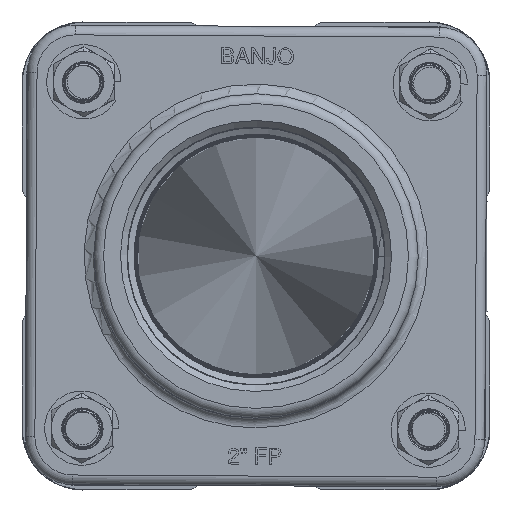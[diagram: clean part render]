
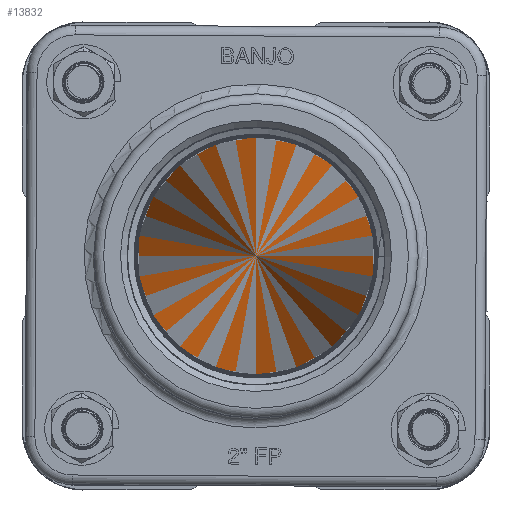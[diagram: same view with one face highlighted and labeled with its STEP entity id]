
A CAD part, front view. The second image highlights one B-rep face of the part: STEP entity #13832.
In plain terms, the highlighted conical face has half-angle 1.78 degrees and reference radius 29.728 mm.
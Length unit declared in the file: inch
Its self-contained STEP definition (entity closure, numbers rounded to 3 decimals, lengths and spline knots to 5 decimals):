
#1643=FACE_OUTER_BOUND('',#2501,.T.);
#2501=EDGE_LOOP('',(#9460,#9461,#9462));
#3449=B_SPLINE_CURVE_WITH_KNOTS('',3,(#20570,#20571,#20572,#20573,#20574,
#20575,#20576,#20577,#20578,#20579,#20580,#20581,#20582,#20583,#20584,#20585,
#20586),.UNSPECIFIED.,.F.,.F.,(4,1,1,1,1,1,1,1,1,1,1,1,1,1,4),(34.55752,
34.60712,35.10151,35.5959,36.09029,36.58467,
37.07906,37.57345,38.06784,38.56222,39.05661,
39.551,40.04539,40.53977,40.8407),
 .UNSPECIFIED.);
#3891=LINE('',#20170,#4917);
#3898=LINE('',#20511,#4924);
#4917=VECTOR('',#16327,1.17041);
#4924=VECTOR('',#16348,1.17041);
#5943=VERTEX_POINT('',#20168);
#5944=VERTEX_POINT('',#20169);
#5958=VERTEX_POINT('',#20510);
#7293=EDGE_CURVE('',#5943,#5944,#3891,.T.);
#7312=EDGE_CURVE('',#5943,#5958,#3898,.T.);
#7315=EDGE_CURVE('',#5944,#5958,#3449,.T.);
#9460=ORIENTED_EDGE('',*,*,#7293,.T.);
#9461=ORIENTED_EDGE('',*,*,#7315,.T.);
#9462=ORIENTED_EDGE('',*,*,#7312,.F.);
#13720=CONICAL_SURFACE('',#14922,1.17041,0.031);
#13832=ADVANCED_FACE('',(#1643),#13720,.F.);
#14922=AXIS2_PLACEMENT_3D('',#20569,#16349,#16350);
#16327=DIRECTION('',(0.,1.,-0.031));
#16348=DIRECTION('',(0.,-1.,0.031));
#16349=DIRECTION('center_axis',(0.,1.,0.));
#16350=DIRECTION('ref_axis',(0.,0.,1.));
#20168=CARTESIAN_POINT('',(0.,0.84312,-1.16833));
#20169=CARTESIAN_POINT('',(0.,0.92174,-1.17077));
#20170=CARTESIAN_POINT('',(0.,0.91,-1.17041));
#20510=CARTESIAN_POINT('',(0.,0.83478,-1.16807));
#20511=CARTESIAN_POINT('',(0.,0.91,-1.17041));
#20569=CARTESIAN_POINT('Origin',(0.,0.91,0.));
#20570=CARTESIAN_POINT('Ctrl Pts',(0.00002,0.92174,
-1.17084));
#20571=CARTESIAN_POINT('Ctrl Pts',(0.01937,0.92151,
-1.17085));
#20572=CARTESIAN_POINT('Ctrl Pts',(0.23162,0.919,
-1.16562));
#20573=CARTESIAN_POINT('Ctrl Pts',(0.63109,0.91421,-1.04328));
#20574=CARTESIAN_POINT('Ctrl Pts',(1.05036,0.90737,-0.6188));
#20575=CARTESIAN_POINT('Ctrl Pts',(1.21798,0.90053,-0.04631));
#20576=CARTESIAN_POINT('Ctrl Pts',(1.09391,0.89368,0.53706));
#20577=CARTESIAN_POINT('Ctrl Pts',(0.70796,0.88684,
0.99163));
#20578=CARTESIAN_POINT('Ctrl Pts',(0.15264,0.88,1.20859));
#20579=CARTESIAN_POINT('Ctrl Pts',(-0.43902,0.87316,
1.1361));
#20580=CARTESIAN_POINT('Ctrl Pts',(-0.92536,0.86632,
0.7916));
#20581=CARTESIAN_POINT('Ctrl Pts',(-1.18995,0.85947,
0.2577));
#20582=CARTESIAN_POINT('Ctrl Pts',(-1.16952,0.85263,
-0.33772));
#20583=CARTESIAN_POINT('Ctrl Pts',(-0.86908,0.84579,
-0.85206));
#20584=CARTESIAN_POINT('Ctrl Pts',(-0.42697,0.83984,
-1.12174));
#20585=CARTESIAN_POINT('Ctrl Pts',(-0.11717,0.83617,
-1.16797));
#20586=CARTESIAN_POINT('Ctrl Pts',(0.00002,0.83478,
-1.16799));
